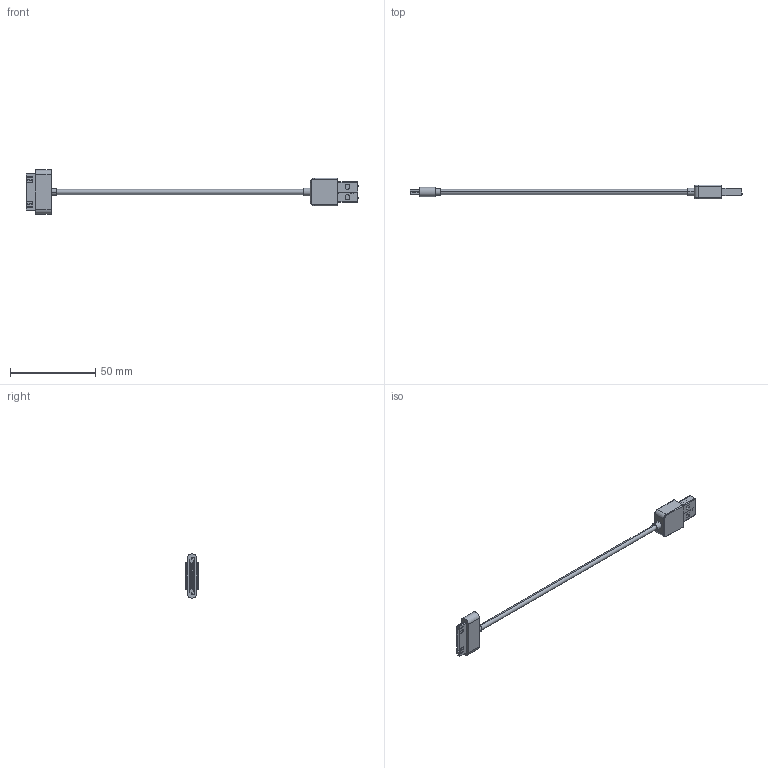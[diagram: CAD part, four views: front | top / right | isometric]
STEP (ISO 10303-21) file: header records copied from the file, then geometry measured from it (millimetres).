
FILE_DESCRIPTION (( 'STEP AP214' ), '1' );
FILE_NAME ('CAUA-APDK_3D.STEP', '2022-08-17T12:40:47', ( '' ), ( '' ), 'SwSTEP 2.0', 'SolidWorks 2021', '' );
FILE_SCHEMA (( 'AUTOMOTIVE_DESIGN' ));
Length unit declared in the file: inch
Products named in the file (8): CAUA-APDK_3D; 3AB16-040_with strain relief; 3AB06-055-MA1; CAUA-APDK-MA1; 3AB06-057; 3AB06-057-MA2___; CAUA-APDK-MA2
Assembly tree (7 placements, depth 4):
  CAUA-APDK_3D
    CAUA-APDK-MA2
    CAUA-APDK-MA1
      CAUA-APDK-MA1
      3AB06-057
        3AB06-055-MA1
        3AB06-057-MA2___
    3AB16-040_with strain relief
Bounding box: 195.29 x 8 x 26.04 mm (x, y, z)
Volume: 5311.7 mm3; surface area: 5812.2 mm2
Topology: 5 solids, 5 shells, 564 faces, 1490 edges, 978 vertices
Faces by surface type: plane 450, cylinder 96, cone 8, sphere 6, torus 4
Entity records: 18672 total; most frequent: CARTESIAN_POINT 3064, ORIENTED_EDGE 2960, DIRECTION 2844, EDGE_CURVE 1480, LINE 1256, VECTOR 1256, VERTEX_POINT 974, AXIS2_PLACEMENT_3D 794
